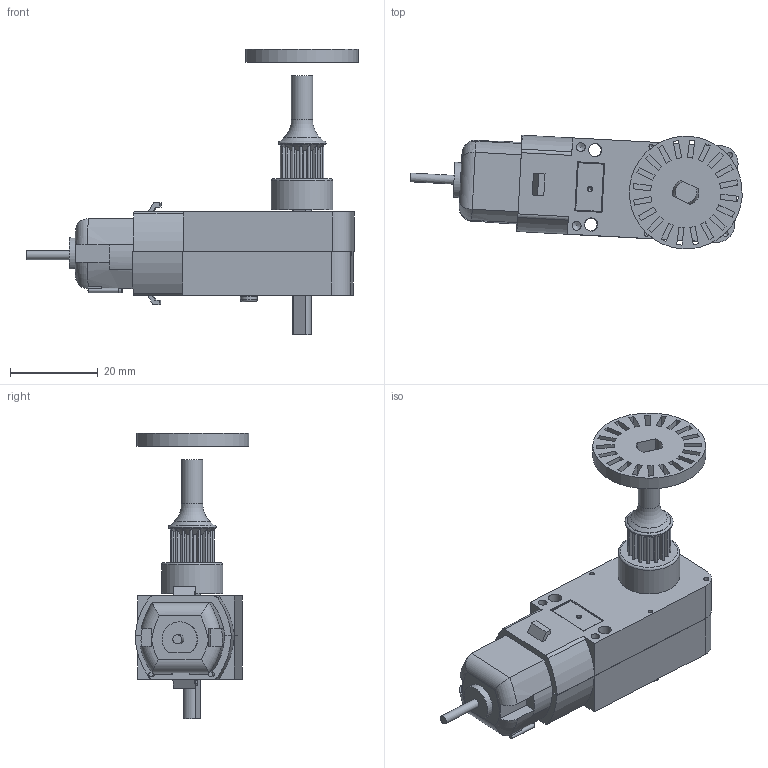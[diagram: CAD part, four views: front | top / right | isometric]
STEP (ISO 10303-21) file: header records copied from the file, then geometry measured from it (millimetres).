
FILE_DESCRIPTION(/* description */ (''),/* implementation_level */ '2;1');
FILE_NAME(/* name */ '5f12612c-001d-4e8a-bb08-114f9f0353ec.stp',/* time_stamp */ '2025-08-11T20:11:47Z',/* author */ (''),/* organization */ (''),/* preprocessor_version */ 'ST-DEVELOPER v20.1',/* originating_system */ 'Autodesk Translation Framework v14.10.0.0',/* authorisation */ '');
FILE_SCHEMA (('AUTOMOTIVE_DESIGN { 1 0 10303 214 3 1 1 }'));
Length unit declared in the file: millimetre
Products named in the file (7): Motor; Shaft; Motor_1; Gear box; encoder; GEAR_PULLEY; Component1
Assembly tree (6 placements, depth 3):
  Motor
    Shaft
    Motor_1
    Gear box
    encoder
    GEAR_PULLEY
      Component1
Bounding box: 75.72 x 25.99 x 65.1 mm (x, y, z)
Volume: 20010.2 mm3; surface area: 13976.1 mm2
Topology: 6 solids, 6 shells, 371 faces, 1017 edges, 660 vertices
Faces by surface type: plane 225, cylinder 113, cone 20, torus 13
Full cylindrical faces by diameter (mm): 1 x8, 1.2 x4, 2 x5, 3 x4, 3.8 x1, 4.3 x1, 4.6 x2, 4.85 x1, 14 x1, 25.75 x1
Entity records: 12608 total; most frequent: CARTESIAN_POINT 2859, ORIENTED_EDGE 2004, DIRECTION 1961, EDGE_CURVE 1002, VERTEX_POINT 660, LINE 659, VECTOR 659, AXIS2_PLACEMENT_3D 651
